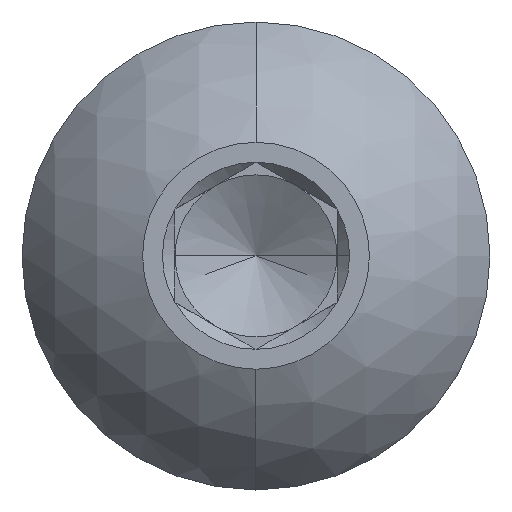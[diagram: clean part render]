
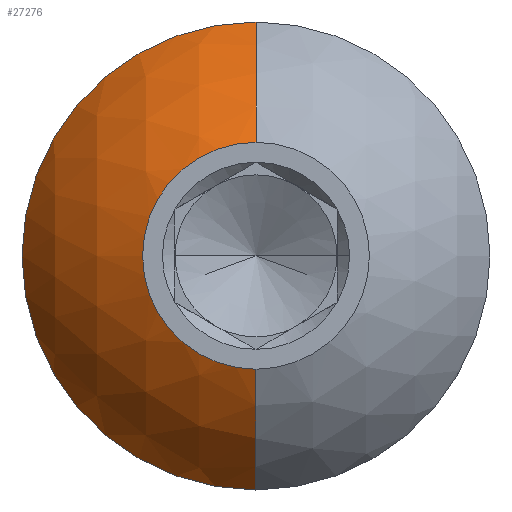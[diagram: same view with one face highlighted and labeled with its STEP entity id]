
A CAD part, top view. The second image highlights one B-rep face of the part: STEP entity #27276.
In plain terms, the highlighted spherical face has radius 5.246 mm.
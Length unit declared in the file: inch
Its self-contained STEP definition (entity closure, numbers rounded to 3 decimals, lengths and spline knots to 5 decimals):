
#938 = ORIENTED_EDGE ( 'NONE', *, *, #23207, .F. ) ;
#1576 = CARTESIAN_POINT ( 'NONE',  ( 0., 0., 1.8005 ) ) ;
#1831 = DIRECTION ( 'NONE',  ( 0., 0., 1. ) ) ;
#2126 = CARTESIAN_POINT ( 'NONE',  ( 0., 0., 1.61343 ) ) ;
#2310 = VERTEX_POINT ( 'NONE', #3276 ) ;
#2987 = DIRECTION ( 'NONE',  ( 1., 0., 0. ) ) ;
#3096 = AXIS2_PLACEMENT_3D ( 'NONE', #1576, #7838, #18544 ) ;
#3276 = CARTESIAN_POINT ( 'NONE',  ( 0., 0.0875, 1.8005 ) ) ;
#3625 = VERTEX_POINT ( 'NONE', #7993 ) ;
#3655 = EDGE_LOOP ( 'NONE', ( #14674, #11750, #13380, #18629, #938 ) ) ;
#4085 = DIRECTION ( 'NONE',  ( -1., 0., 0. ) ) ;
#4270 = DIRECTION ( 'NONE',  ( 0., -1., 0. ) ) ;
#5483 = CARTESIAN_POINT ( 'NONE',  ( 0., 0., 1.61343 ) ) ;
#6118 = CIRCLE ( 'NONE', #9568, 0.20652 ) ;
#6137 = CARTESIAN_POINT ( 'NONE',  ( 0., 0., 1.71379 ) ) ;
#7838 = DIRECTION ( 'NONE',  ( 0., 0., 1. ) ) ;
#7993 = CARTESIAN_POINT ( 'NONE',  ( 0., -0.0875, 1.8005 ) ) ;
#8132 = AXIS2_PLACEMENT_3D ( 'NONE', #9586, #24477, #2987 ) ;
#8172 = EDGE_CURVE ( 'NONE', #24565, #3625, #19487, .T. ) ;
#8451 = FACE_OUTER_BOUND ( 'NONE', #3655, .T. ) ;
#9216 = CARTESIAN_POINT ( 'NONE',  ( 0., 0.1805, 1.71379 ) ) ;
#9377 = AXIS2_PLACEMENT_3D ( 'NONE', #6137, #1831, #10318 ) ;
#9568 = AXIS2_PLACEMENT_3D ( 'NONE', #5483, #17977, #9766 ) ;
#9586 = CARTESIAN_POINT ( 'NONE',  ( 0., 0., 1.71379 ) ) ;
#9766 = DIRECTION ( 'NONE',  ( 0., 0., -1. ) ) ;
#10318 = DIRECTION ( 'NONE',  ( 1., 0., 0. ) ) ;
#10323 = CIRCLE ( 'NONE', #3096, 0.0875 ) ;
#11750 = ORIENTED_EDGE ( 'NONE', *, *, #23137, .T. ) ;
#12385 = AXIS2_PLACEMENT_3D ( 'NONE', #26634, #22604, #13866 ) ;
#13380 = ORIENTED_EDGE ( 'NONE', *, *, #8172, .T. ) ;
#13433 = AXIS2_PLACEMENT_3D ( 'NONE', #2126, #4085, #4270 ) ;
#13459 = SPHERICAL_SURFACE ( 'NONE', #12385, 0.20652 ) ;
#13866 = DIRECTION ( 'NONE',  ( 0., 1., 0. ) ) ;
#14475 = CIRCLE ( 'NONE', #8132, 0.1805 ) ;
#14674 = ORIENTED_EDGE ( 'NONE', *, *, #20154, .T. ) ;
#14853 = CARTESIAN_POINT ( 'NONE',  ( 0., -0.1805, 1.71379 ) ) ;
#16263 = CARTESIAN_POINT ( 'NONE',  ( -0.1805, 0., 1.71379 ) ) ;
#17977 = DIRECTION ( 'NONE',  ( 1., 0., 0. ) ) ;
#18090 = EDGE_CURVE ( 'NONE', #2310, #3625, #10323, .T. ) ;
#18544 = DIRECTION ( 'NONE',  ( 1., 0., 0. ) ) ;
#18617 = CIRCLE ( 'NONE', #9377, 0.1805 ) ;
#18629 = ORIENTED_EDGE ( 'NONE', *, *, #18090, .F. ) ;
#18730 = VERTEX_POINT ( 'NONE', #16263 ) ;
#19487 = CIRCLE ( 'NONE', #13433, 0.20652 ) ;
#19563 = VERTEX_POINT ( 'NONE', #9216 ) ;
#20154 = EDGE_CURVE ( 'NONE', #19563, #18730, #18617, .T. ) ;
#22604 = DIRECTION ( 'NONE',  ( -1., 0., 0. ) ) ;
#23137 = EDGE_CURVE ( 'NONE', #18730, #24565, #14475, .T. ) ;
#23207 = EDGE_CURVE ( 'NONE', #19563, #2310, #6118, .T. ) ;
#24477 = DIRECTION ( 'NONE',  ( 0., 0., 1. ) ) ;
#24565 = VERTEX_POINT ( 'NONE', #14853 ) ;
#26634 = CARTESIAN_POINT ( 'NONE',  ( 0., 0., 1.61343 ) ) ;
#27276 = ADVANCED_FACE ( 'NONE', ( #8451 ), #13459, .T. ) ;
